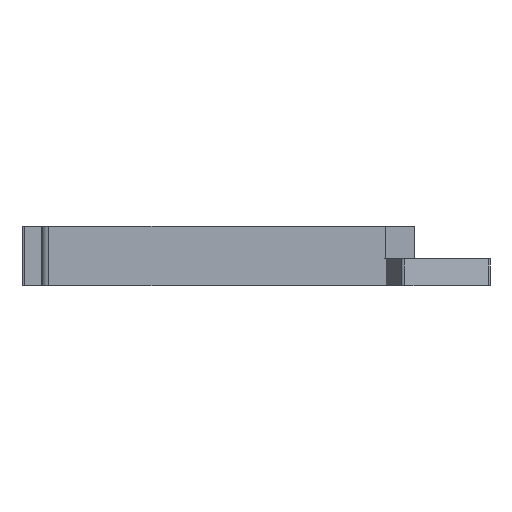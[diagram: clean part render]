
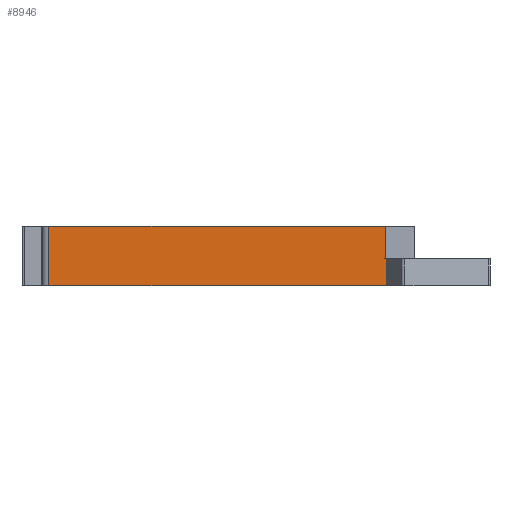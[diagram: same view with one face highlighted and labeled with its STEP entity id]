
A CAD part, left-side view. The second image highlights one B-rep face of the part: STEP entity #8946.
In plain terms, the highlighted planar face has unit normal (-1, 0, 0).
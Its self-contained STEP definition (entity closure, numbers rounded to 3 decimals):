
#387=PLANE('',#9444);
#784=FACE_OUTER_BOUND('',#1330,.T.);
#1330=EDGE_LOOP('',(#7456,#7457,#7458,#7459,#7460,#7461));
#1679=LINE('',#12664,#2749);
#1878=LINE('',#13296,#2948);
#2310=LINE('',#14280,#3380);
#2331=LINE('',#14323,#3401);
#2332=LINE('',#14325,#3402);
#2333=LINE('',#14326,#3403);
#2749=VECTOR('',#9828,10.);
#2948=VECTOR('',#10079,10.);
#3380=VECTOR('',#10823,10.);
#3401=VECTOR('',#10886,10.);
#3402=VECTOR('',#10887,10.);
#3403=VECTOR('',#10888,10.);
#3993=VERTEX_POINT('',#12661);
#3994=VERTEX_POINT('',#12663);
#4246=VERTEX_POINT('',#13293);
#4247=VERTEX_POINT('',#13295);
#4583=VERTEX_POINT('',#14322);
#4584=VERTEX_POINT('',#14324);
#4904=EDGE_CURVE('',#3993,#3994,#1679,.T.);
#5160=EDGE_CURVE('',#4247,#4246,#1878,.T.);
#5617=EDGE_CURVE('',#4246,#3994,#2310,.T.);
#5638=EDGE_CURVE('',#4583,#3993,#2331,.T.);
#5639=EDGE_CURVE('',#4584,#4583,#2332,.T.);
#5640=EDGE_CURVE('',#4584,#4247,#2333,.T.);
#7456=ORIENTED_EDGE('',*,*,#5638,.F.);
#7457=ORIENTED_EDGE('',*,*,#5639,.F.);
#7458=ORIENTED_EDGE('',*,*,#5640,.T.);
#7459=ORIENTED_EDGE('',*,*,#5160,.T.);
#7460=ORIENTED_EDGE('',*,*,#5617,.T.);
#7461=ORIENTED_EDGE('',*,*,#4904,.F.);
#8946=ADVANCED_FACE('',(#784),#387,.T.);
#9444=AXIS2_PLACEMENT_3D('',#14321,#10884,#10885);
#9828=DIRECTION('',(0.,-1.,0.));
#10079=DIRECTION('',(0.,1.,0.));
#10823=DIRECTION('',(0.,0.,1.));
#10884=DIRECTION('center_axis',(-1.,0.,0.));
#10885=DIRECTION('ref_axis',(0.,-1.,0.));
#10886=DIRECTION('',(0.,0.,1.));
#10887=DIRECTION('',(0.,1.,0.));
#10888=DIRECTION('',(0.,0.,1.));
#12661=CARTESIAN_POINT('',(162.585,-49.155,10.5));
#12663=CARTESIAN_POINT('',(162.585,-120.425,10.5));
#12664=CARTESIAN_POINT('',(162.585,-47.655,10.5));
#13293=CARTESIAN_POINT('',(162.585,-120.425,3.65));
#13295=CARTESIAN_POINT('',(162.585,-120.425,3.65));
#13296=CARTESIAN_POINT('',(162.585,-70.975,3.65));
#14280=CARTESIAN_POINT('',(162.585,-120.425,0.));
#14321=CARTESIAN_POINT('Origin',(162.585,-47.655,0.));
#14322=CARTESIAN_POINT('',(162.585,-49.155,-2.));
#14323=CARTESIAN_POINT('',(162.585,-49.155,0.));
#14324=CARTESIAN_POINT('',(162.585,-120.425,-2.));
#14325=CARTESIAN_POINT('',(162.585,-47.655,-2.));
#14326=CARTESIAN_POINT('',(162.585,-120.425,0.));
